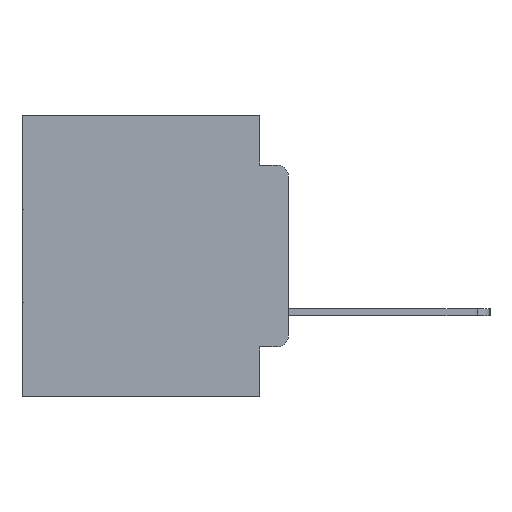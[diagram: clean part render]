
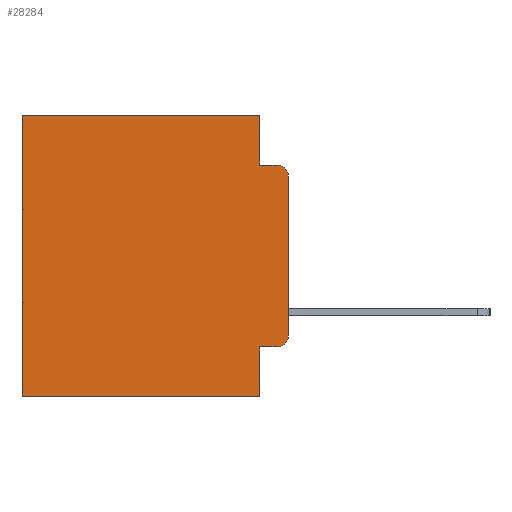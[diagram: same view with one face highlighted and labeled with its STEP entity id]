
A CAD part, left-side view. The second image highlights one B-rep face of the part: STEP entity #28284.
In plain terms, the highlighted planar face has unit normal (-1, 0, 0).
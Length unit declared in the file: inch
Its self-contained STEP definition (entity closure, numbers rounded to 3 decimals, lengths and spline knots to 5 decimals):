
#830 = CARTESIAN_POINT ( 'NONE',  ( 0.298, 0., 0. ) ) ;
#1735 = AXIS2_PLACEMENT_3D ( 'NONE', #12104, #27519, #14362 ) ;
#1904 = DIRECTION ( 'NONE',  ( 0., -1., 0. ) ) ;
#2313 = VECTOR ( 'NONE', #10970, 39.37008 ) ;
#2367 = ORIENTED_EDGE ( 'NONE', *, *, #8018, .T. ) ;
#2470 = VECTOR ( 'NONE', #7679, 39.37008 ) ;
#2473 = EDGE_LOOP ( 'NONE', ( #7368, #13601, #26161, #9232, #10849, #12525, #17557, #7307, #2367, #17014 ) ) ;
#3845 = VECTOR ( 'NONE', #1904, 39.37008 ) ;
#3850 = LINE ( 'NONE', #18771, #2470 ) ;
#4348 = VERTEX_POINT ( 'NONE', #20406 ) ;
#4442 = VECTOR ( 'NONE', #16946, 39.37008 ) ;
#4961 = CARTESIAN_POINT ( 'NONE',  ( 0.298, 0.051, 0. ) ) ;
#5541 = EDGE_CURVE ( 'NONE', #6557, #12871, #25731, .T. ) ;
#5597 = VERTEX_POINT ( 'NONE', #27706 ) ;
#6090 = CARTESIAN_POINT ( 'NONE',  ( 0.298, 0.473, -0.5 ) ) ;
#6475 = CARTESIAN_POINT ( 'NONE',  ( 0.298, 0.051, -0.0885 ) ) ;
#6557 = VERTEX_POINT ( 'NONE', #22693 ) ;
#6725 = DIRECTION ( 'NONE',  ( 0., 1., 0. ) ) ;
#7066 = LINE ( 'NONE', #9569, #24057 ) ;
#7307 = ORIENTED_EDGE ( 'NONE', *, *, #20449, .F. ) ;
#7343 = DIRECTION ( 'NONE',  ( 0., 0., -1. ) ) ;
#7368 = ORIENTED_EDGE ( 'NONE', *, *, #25399, .F. ) ;
#7679 = DIRECTION ( 'NONE',  ( 0., 0., -1. ) ) ;
#8006 = CARTESIAN_POINT ( 'NONE',  ( 0.298, 0.02, -0.0885 ) ) ;
#8018 = EDGE_CURVE ( 'NONE', #4348, #22967, #15630, .T. ) ;
#8216 = VECTOR ( 'NONE', #21002, 39.37008 ) ;
#8475 = LINE ( 'NONE', #6475, #3845 ) ;
#8593 = CARTESIAN_POINT ( 'NONE',  ( 0.298, 0., 0. ) ) ;
#9232 = ORIENTED_EDGE ( 'NONE', *, *, #18980, .F. ) ;
#9549 = EDGE_CURVE ( 'NONE', #22967, #18159, #20370, .T. ) ;
#9569 = CARTESIAN_POINT ( 'NONE',  ( 0.298, 0.473, 0. ) ) ;
#9975 = CARTESIAN_POINT ( 'NONE',  ( 0.298, 0.051, -0.0885 ) ) ;
#10163 = CARTESIAN_POINT ( 'NONE',  ( 0.298, 0.02, -0.3915 ) ) ;
#10803 = EDGE_CURVE ( 'NONE', #14147, #12987, #21316, .T. ) ;
#10842 = DIRECTION ( 'NONE',  ( 0., 0., -1. ) ) ;
#10849 = ORIENTED_EDGE ( 'NONE', *, *, #21107, .T. ) ;
#10970 = DIRECTION ( 'NONE',  ( 0., -1., 0. ) ) ;
#11559 = EDGE_CURVE ( 'NONE', #5597, #12987, #7066, .T. ) ;
#12104 = CARTESIAN_POINT ( 'NONE',  ( 0.298, 0.02, -0.1085 ) ) ;
#12336 = DIRECTION ( 'NONE',  ( 0., 0., -1. ) ) ;
#12525 = ORIENTED_EDGE ( 'NONE', *, *, #11559, .T. ) ;
#12871 = VERTEX_POINT ( 'NONE', #8006 ) ;
#12987 = VERTEX_POINT ( 'NONE', #6090 ) ;
#13601 = ORIENTED_EDGE ( 'NONE', *, *, #5541, .T. ) ;
#13632 = AXIS2_PLACEMENT_3D ( 'NONE', #8593, #24072, #10842 ) ;
#14147 = VERTEX_POINT ( 'NONE', #23548 ) ;
#14362 = DIRECTION ( 'NONE',  ( 0., 0., -1. ) ) ;
#14773 = VECTOR ( 'NONE', #6725, 39.37008 ) ;
#15576 = CARTESIAN_POINT ( 'NONE',  ( 0.298, 0., -0.5 ) ) ;
#15630 = LINE ( 'NONE', #26386, #2313 ) ;
#15872 = AXIS2_PLACEMENT_3D ( 'NONE', #10163, #25529, #12336 ) ;
#16946 = DIRECTION ( 'NONE',  ( 0., 1., 0. ) ) ;
#17014 = ORIENTED_EDGE ( 'NONE', *, *, #9549, .T. ) ;
#17557 = ORIENTED_EDGE ( 'NONE', *, *, #10803, .F. ) ;
#18159 = VERTEX_POINT ( 'NONE', #24083 ) ;
#18771 = CARTESIAN_POINT ( 'NONE',  ( 0.298, 0.051, 0. ) ) ;
#18980 = EDGE_CURVE ( 'NONE', #19267, #19965, #3850, .T. ) ;
#19267 = VERTEX_POINT ( 'NONE', #21986 ) ;
#19316 = LINE ( 'NONE', #830, #8216 ) ;
#19965 = VERTEX_POINT ( 'NONE', #9975 ) ;
#20370 = CIRCLE ( 'NONE', #15872, 0.02 ) ;
#20406 = CARTESIAN_POINT ( 'NONE',  ( 0.298, 0.051, -0.4115 ) ) ;
#20449 = EDGE_CURVE ( 'NONE', #4348, #14147, #27031, .T. ) ;
#20517 = VECTOR ( 'NONE', #7343, 39.37008 ) ;
#20805 = LINE ( 'NONE', #27854, #4442 ) ;
#21002 = DIRECTION ( 'NONE',  ( 0., 0., -1. ) ) ;
#21107 = EDGE_CURVE ( 'NONE', #19267, #5597, #20805, .T. ) ;
#21316 = LINE ( 'NONE', #15576, #14773 ) ;
#21824 = PLANE ( 'NONE',  #13632 ) ;
#21986 = CARTESIAN_POINT ( 'NONE',  ( 0.298, 0.051, 0. ) ) ;
#22693 = CARTESIAN_POINT ( 'NONE',  ( 0.298, 0., -0.1085 ) ) ;
#22967 = VERTEX_POINT ( 'NONE', #24713 ) ;
#23548 = CARTESIAN_POINT ( 'NONE',  ( 0.298, 0.051, -0.5 ) ) ;
#24057 = VECTOR ( 'NONE', #24976, 39.37008 ) ;
#24072 = DIRECTION ( 'NONE',  ( 1., 0., 0. ) ) ;
#24083 = CARTESIAN_POINT ( 'NONE',  ( 0.298, 0., -0.3915 ) ) ;
#24713 = CARTESIAN_POINT ( 'NONE',  ( 0.298, 0.02, -0.4115 ) ) ;
#24976 = DIRECTION ( 'NONE',  ( 0., 0., -1. ) ) ;
#25399 = EDGE_CURVE ( 'NONE', #6557, #18159, #19316, .T. ) ;
#25529 = DIRECTION ( 'NONE',  ( -1., 0., 0. ) ) ;
#25731 = CIRCLE ( 'NONE', #1735, 0.02 ) ;
#26161 = ORIENTED_EDGE ( 'NONE', *, *, #26868, .F. ) ;
#26386 = CARTESIAN_POINT ( 'NONE',  ( 0.298, 0.051, -0.4115 ) ) ;
#26868 = EDGE_CURVE ( 'NONE', #19965, #12871, #8475, .T. ) ;
#26949 = FACE_OUTER_BOUND ( 'NONE', #2473, .T. ) ;
#27031 = LINE ( 'NONE', #4961, #20517 ) ;
#27519 = DIRECTION ( 'NONE',  ( -1., 0., 0. ) ) ;
#27706 = CARTESIAN_POINT ( 'NONE',  ( 0.298, 0.473, 0. ) ) ;
#27854 = CARTESIAN_POINT ( 'NONE',  ( 0.298, 0., 0. ) ) ;
#28284 = ADVANCED_FACE ( 'NONE', ( #26949 ), #21824, .F. ) ;
